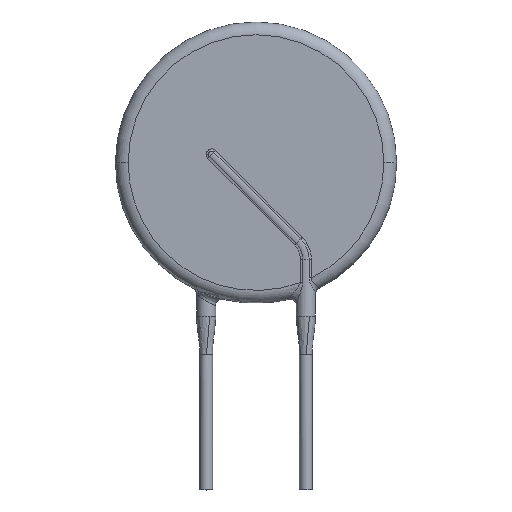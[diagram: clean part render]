
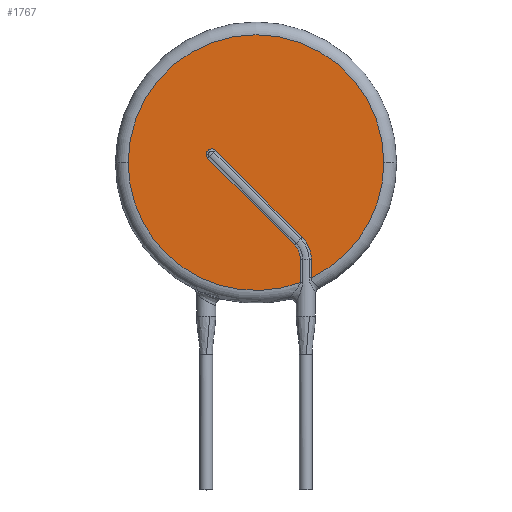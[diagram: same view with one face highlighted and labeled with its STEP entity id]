
A CAD part, top view. The second image highlights one B-rep face of the part: STEP entity #1767.
In plain terms, the highlighted planar face has unit normal (0, 0, 1).
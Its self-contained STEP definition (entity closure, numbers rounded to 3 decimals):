
#14 = ORIENTED_EDGE ( 'NONE', *, *, #2181, .T. ) ;
#17 = VECTOR ( 'NONE', #484, 1000. ) ;
#31 = CIRCLE ( 'NONE', #1963, 10. ) ;
#45 = CIRCLE ( 'NONE', #1596, 2.426 ) ;
#108 = CARTESIAN_POINT ( 'NONE',  ( -3.771, 22.84, 2.5 ) ) ;
#150 = DIRECTION ( 'NONE',  ( 0., 0., -1. ) ) ;
#196 = ORIENTED_EDGE ( 'NONE', *, *, #1752, .T. ) ;
#211 = ORIENTED_EDGE ( 'NONE', *, *, #247, .T. ) ;
#247 = EDGE_CURVE ( 'NONE', #1632, #810, #31, .T. ) ;
#252 = CARTESIAN_POINT ( 'NONE',  ( 3.474, 14.943, 2.5 ) ) ;
#291 = CARTESIAN_POINT ( 'NONE',  ( 0., 22.5, 2.5 ) ) ;
#334 = VERTEX_POINT ( 'NONE', #2221 ) ;
#343 = AXIS2_PLACEMENT_3D ( 'NONE', #1003, #2249, #1192 ) ;
#344 = DIRECTION ( 'NONE',  ( 0., 0., -1. ) ) ;
#375 = ORIENTED_EDGE ( 'NONE', *, *, #598, .T. ) ;
#421 = VERTEX_POINT ( 'NONE', #2097 ) ;
#462 = DIRECTION ( 'NONE',  ( 0., 0., -1. ) ) ;
#467 = CARTESIAN_POINT ( 'NONE',  ( 0., 22.5, 2.5 ) ) ;
#484 = DIRECTION ( 'NONE',  ( 0.707, -0.707, 0. ) ) ;
#492 = LINE ( 'NONE', #2073, #17 ) ;
#533 = VECTOR ( 'NONE', #1644, 1000. ) ;
#556 = EDGE_CURVE ( 'NONE', #1011, #2130, #695, .T. ) ;
#598 = EDGE_CURVE ( 'NONE', #810, #334, #1424, .T. ) ;
#638 = DIRECTION ( 'NONE',  ( 1., 0., 0. ) ) ;
#651 = FACE_OUTER_BOUND ( 'NONE', #2058, .T. ) ;
#685 = ORIENTED_EDGE ( 'NONE', *, *, #2140, .T. ) ;
#695 = LINE ( 'NONE', #108, #1081 ) ;
#754 = CIRCLE ( 'NONE', #343, 1.574 ) ;
#756 = EDGE_CURVE ( 'NONE', #2130, #1844, #2051, .T. ) ;
#802 = CARTESIAN_POINT ( 'NONE',  ( 0., 22.5, 2.5 ) ) ;
#805 = DIRECTION ( 'NONE',  ( 0., 0., 1. ) ) ;
#810 = VERTEX_POINT ( 'NONE', #1225 ) ;
#814 = AXIS2_PLACEMENT_3D ( 'NONE', #1518, #462, #1690 ) ;
#827 = AXIS2_PLACEMENT_3D ( 'NONE', #992, #2237, #1178 ) ;
#834 = CARTESIAN_POINT ( 'NONE',  ( 4.326, 13.437, 2.5 ) ) ;
#893 = ORIENTED_EDGE ( 'NONE', *, *, #1143, .T. ) ;
#963 = CARTESIAN_POINT ( 'NONE',  ( -3.771, 22.84, 2.5 ) ) ;
#982 = DIRECTION ( 'NONE',  ( 1., 0., 0. ) ) ;
#992 = CARTESIAN_POINT ( 'NONE',  ( 0., 22.5, 2.5 ) ) ;
#1003 = CARTESIAN_POINT ( 'NONE',  ( 1.9, 14.943, 2.5 ) ) ;
#1011 = VERTEX_POINT ( 'NONE', #1613 ) ;
#1025 = AXIS2_PLACEMENT_3D ( 'NONE', #1398, #344, #1566 ) ;
#1036 = ORIENTED_EDGE ( 'NONE', *, *, #756, .T. ) ;
#1081 = VECTOR ( 'NONE', #1341, 1000. ) ;
#1120 = CIRCLE ( 'NONE', #1445, 10. ) ;
#1143 = EDGE_CURVE ( 'NONE', #1844, #421, #1860, .T. ) ;
#1175 = VECTOR ( 'NONE', #1549, 1000. ) ;
#1177 = DIRECTION ( 'NONE',  ( 1., 0., 0. ) ) ;
#1178 = DIRECTION ( 'NONE',  ( 1., 0., 0. ) ) ;
#1192 = DIRECTION ( 'NONE',  ( 1., 0., 0. ) ) ;
#1196 = CARTESIAN_POINT ( 'NONE',  ( 3.616, 16.659, 2.5 ) ) ;
#1209 = CARTESIAN_POINT ( 'NONE',  ( 1.9, 14.943, 2.5 ) ) ;
#1225 = CARTESIAN_POINT ( 'NONE',  ( -10., 22.5, 2.5 ) ) ;
#1241 = ORIENTED_EDGE ( 'NONE', *, *, #1310, .T. ) ;
#1275 = CARTESIAN_POINT ( 'NONE',  ( 3.474, 14.943, 2.5 ) ) ;
#1310 = EDGE_CURVE ( 'NONE', #334, #1691, #1466, .T. ) ;
#1341 = DIRECTION ( 'NONE',  ( -0.707, 0.707, 0. ) ) ;
#1387 = DIRECTION ( 'NONE',  ( 1., 0., 0. ) ) ;
#1389 = CARTESIAN_POINT ( 'NONE',  ( 4.326, 14.943, 2.5 ) ) ;
#1398 = CARTESIAN_POINT ( 'NONE',  ( -3.47, 23.141, 2.5 ) ) ;
#1424 = CIRCLE ( 'NONE', #827, 10. ) ;
#1445 = AXIS2_PLACEMENT_3D ( 'NONE', #467, #1695, #638 ) ;
#1466 = LINE ( 'NONE', #252, #533 ) ;
#1467 = EDGE_CURVE ( 'NONE', #1841, #1925, #45, .T. ) ;
#1518 = CARTESIAN_POINT ( 'NONE',  ( -3.47, 23.141, 2.5 ) ) ;
#1549 = DIRECTION ( 'NONE',  ( 0., -1., 0. ) ) ;
#1566 = DIRECTION ( 'NONE',  ( 1., 0., 0. ) ) ;
#1596 = AXIS2_PLACEMENT_3D ( 'NONE', #1209, #150, #1387 ) ;
#1613 = CARTESIAN_POINT ( 'NONE',  ( 3.013, 16.056, 2.5 ) ) ;
#1631 = LINE ( 'NONE', #834, #1175 ) ;
#1632 = VERTEX_POINT ( 'NONE', #1961 ) ;
#1644 = DIRECTION ( 'NONE',  ( 0., 1., 0. ) ) ;
#1673 = VERTEX_POINT ( 'NONE', #1780 ) ;
#1690 = DIRECTION ( 'NONE',  ( 1., 0., 0. ) ) ;
#1691 = VERTEX_POINT ( 'NONE', #1275 ) ;
#1695 = DIRECTION ( 'NONE',  ( 0., 0., 1. ) ) ;
#1710 = ORIENTED_EDGE ( 'NONE', *, *, #1857, .T. ) ;
#1712 = CARTESIAN_POINT ( 'NONE',  ( -3.896, 23.141, 2.5 ) ) ;
#1752 = EDGE_CURVE ( 'NONE', #1673, #1632, #1120, .T. ) ;
#1767 = ADVANCED_FACE ( 'NONE', ( #651 ), #2236, .T. ) ;
#1780 = CARTESIAN_POINT ( 'NONE',  ( 4.326, 13.484, 2.5 ) ) ;
#1841 = VERTEX_POINT ( 'NONE', #1196 ) ;
#1844 = VERTEX_POINT ( 'NONE', #1712 ) ;
#1857 = EDGE_CURVE ( 'NONE', #421, #1841, #492, .T. ) ;
#1860 = CIRCLE ( 'NONE', #814, 0.426 ) ;
#1904 = ORIENTED_EDGE ( 'NONE', *, *, #556, .T. ) ;
#1925 = VERTEX_POINT ( 'NONE', #1389 ) ;
#1961 = CARTESIAN_POINT ( 'NONE',  ( 10., 22.5, 2.5 ) ) ;
#1963 = AXIS2_PLACEMENT_3D ( 'NONE', #802, #2040, #982 ) ;
#2040 = DIRECTION ( 'NONE',  ( 0., 0., 1. ) ) ;
#2051 = CIRCLE ( 'NONE', #1025, 0.426 ) ;
#2058 = EDGE_LOOP ( 'NONE', ( #2166, #14, #196, #211, #375, #1241, #685, #1904, #1036, #893, #1710 ) ) ;
#2073 = CARTESIAN_POINT ( 'NONE',  ( 3.616, 16.659, 2.5 ) ) ;
#2097 = CARTESIAN_POINT ( 'NONE',  ( -3.168, 23.443, 2.5 ) ) ;
#2130 = VERTEX_POINT ( 'NONE', #963 ) ;
#2140 = EDGE_CURVE ( 'NONE', #1691, #1011, #754, .T. ) ;
#2157 = AXIS2_PLACEMENT_3D ( 'NONE', #291, #805, #1177 ) ;
#2166 = ORIENTED_EDGE ( 'NONE', *, *, #1467, .T. ) ;
#2181 = EDGE_CURVE ( 'NONE', #1925, #1673, #1631, .T. ) ;
#2221 = CARTESIAN_POINT ( 'NONE',  ( 3.474, 13.123, 2.5 ) ) ;
#2236 = PLANE ( 'NONE',  #2157 ) ;
#2237 = DIRECTION ( 'NONE',  ( 0., 0., 1. ) ) ;
#2249 = DIRECTION ( 'NONE',  ( 0., 0., 1. ) ) ;
